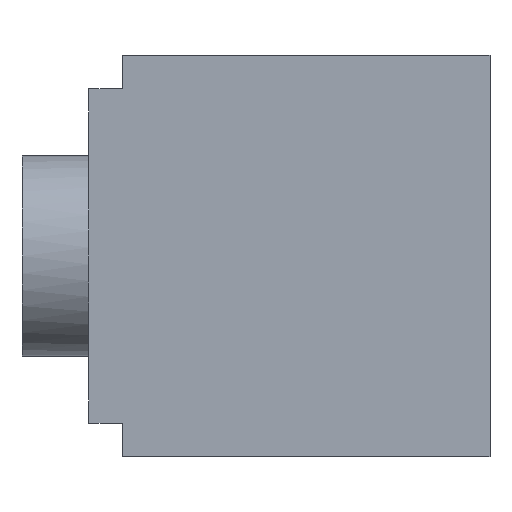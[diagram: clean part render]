
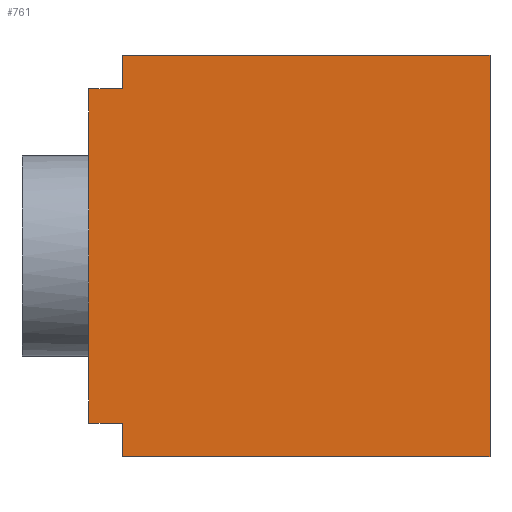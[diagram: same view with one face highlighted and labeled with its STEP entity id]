
A CAD part, left-side view. The second image highlights one B-rep face of the part: STEP entity #761.
In plain terms, the highlighted face is planar.
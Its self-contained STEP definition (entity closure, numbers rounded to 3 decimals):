
#47 = ORIENTED_EDGE ( 'NONE', *, *, #1050, .F. ) ;
#56 = VERTEX_POINT ( 'NONE', #664 ) ;
#61 = CARTESIAN_POINT ( 'NONE',  ( -12., -1.658, 5. ) ) ;
#87 = VECTOR ( 'NONE', #1217, 1000. ) ;
#104 = CARTESIAN_POINT ( 'NONE',  ( -12., 5., 5. ) ) ;
#147 = ORIENTED_EDGE ( 'NONE', *, *, #637, .T. ) ;
#157 = CARTESIAN_POINT ( 'NONE',  ( -11., 6., 5. ) ) ;
#175 = LINE ( 'NONE', #1234, #878 ) ;
#183 = VERTEX_POINT ( 'NONE', #61 ) ;
#191 = DIRECTION ( 'NONE',  ( 0., 1., 0. ) ) ;
#193 = LINE ( 'NONE', #1489, #87 ) ;
#214 = DIRECTION ( 'NONE',  ( 1., 0., 0. ) ) ;
#218 = VERTEX_POINT ( 'NONE', #1093 ) ;
#231 = LINE ( 'NONE', #104, #1130 ) ;
#334 = CARTESIAN_POINT ( 'NONE',  ( -12., -5., 5. ) ) ;
#337 = LINE ( 'NONE', #692, #1426 ) ;
#380 = VECTOR ( 'NONE', #1281, 1000. ) ;
#388 = DIRECTION ( 'NONE',  ( 1., 0., 0. ) ) ;
#407 = DIRECTION ( 'NONE',  ( 0., 0., -1. ) ) ;
#417 = DIRECTION ( 'NONE',  ( 1., 0., 0. ) ) ;
#444 = CARTESIAN_POINT ( 'NONE',  ( -12., 5., 5. ) ) ;
#447 = CARTESIAN_POINT ( 'NONE',  ( -12., -5., 5. ) ) ;
#458 = VERTEX_POINT ( 'NONE', #1029 ) ;
#500 = ORIENTED_EDGE ( 'NONE', *, *, #1571, .F. ) ;
#517 = PLANE ( 'NONE',  #1124 ) ;
#566 = DIRECTION ( 'NONE',  ( 0., 1., 0. ) ) ;
#606 = EDGE_CURVE ( 'NONE', #616, #183, #1119, .T. ) ;
#616 = VERTEX_POINT ( 'NONE', #447 ) ;
#625 = CARTESIAN_POINT ( 'NONE',  ( 0., -6., 5. ) ) ;
#626 = VERTEX_POINT ( 'NONE', #1508 ) ;
#631 = DIRECTION ( 'NONE',  ( 1., 0., 0. ) ) ;
#637 = EDGE_CURVE ( 'NONE', #616, #56, #1519, .T. ) ;
#664 = CARTESIAN_POINT ( 'NONE',  ( -11., -5., 5. ) ) ;
#668 = LINE ( 'NONE', #1208, #838 ) ;
#669 = CARTESIAN_POINT ( 'NONE',  ( -11., 6., 5. ) ) ;
#677 = EDGE_CURVE ( 'NONE', #458, #939, #668, .T. ) ;
#692 = CARTESIAN_POINT ( 'NONE',  ( -12., 5., 5. ) ) ;
#751 = LINE ( 'NONE', #1528, #380 ) ;
#761 = ADVANCED_FACE ( 'NONE', ( #1326 ), #517, .F. ) ;
#838 = VECTOR ( 'NONE', #417, 1000. ) ;
#848 = CARTESIAN_POINT ( 'NONE',  ( -11., 6., 5. ) ) ;
#857 = DIRECTION ( 'NONE',  ( 1., 0., 0. ) ) ;
#869 = ORIENTED_EDGE ( 'NONE', *, *, #606, .F. ) ;
#878 = VECTOR ( 'NONE', #191, 1000. ) ;
#899 = EDGE_CURVE ( 'NONE', #970, #1231, #337, .T. ) ;
#939 = VERTEX_POINT ( 'NONE', #625 ) ;
#940 = ORIENTED_EDGE ( 'NONE', *, *, #677, .T. ) ;
#962 = VERTEX_POINT ( 'NONE', #1014 ) ;
#970 = VERTEX_POINT ( 'NONE', #1712 ) ;
#989 = CARTESIAN_POINT ( 'NONE',  ( -12., 5., 5. ) ) ;
#1014 = CARTESIAN_POINT ( 'NONE',  ( -11., 5., 5. ) ) ;
#1019 = ORIENTED_EDGE ( 'NONE', *, *, #1701, .F. ) ;
#1020 = EDGE_CURVE ( 'NONE', #962, #218, #193, .T. ) ;
#1021 = ORIENTED_EDGE ( 'NONE', *, *, #899, .F. ) ;
#1029 = CARTESIAN_POINT ( 'NONE',  ( -11., -6., 5. ) ) ;
#1050 = EDGE_CURVE ( 'NONE', #218, #626, #1682, .T. ) ;
#1075 = ORIENTED_EDGE ( 'NONE', *, *, #1277, .F. ) ;
#1093 = CARTESIAN_POINT ( 'NONE',  ( -11., 6., 5. ) ) ;
#1097 = DIRECTION ( 'NONE',  ( 0., 1., 0. ) ) ;
#1119 = LINE ( 'NONE', #989, #1272 ) ;
#1124 = AXIS2_PLACEMENT_3D ( 'NONE', #157, #407, #388 ) ;
#1130 = VECTOR ( 'NONE', #631, 1000. ) ;
#1170 = VECTOR ( 'NONE', #857, 1000. ) ;
#1208 = CARTESIAN_POINT ( 'NONE',  ( -11., -6., 5. ) ) ;
#1217 = DIRECTION ( 'NONE',  ( 0., 1., 0. ) ) ;
#1231 = VERTEX_POINT ( 'NONE', #444 ) ;
#1234 = CARTESIAN_POINT ( 'NONE',  ( -12., 5., 5. ) ) ;
#1272 = VECTOR ( 'NONE', #1097, 1000. ) ;
#1277 = EDGE_CURVE ( 'NONE', #183, #970, #175, .T. ) ;
#1281 = DIRECTION ( 'NONE',  ( 0., 1., 0. ) ) ;
#1326 = FACE_OUTER_BOUND ( 'NONE', #1435, .T. ) ;
#1412 = ORIENTED_EDGE ( 'NONE', *, *, #1020, .F. ) ;
#1422 = VECTOR ( 'NONE', #214, 1000. ) ;
#1426 = VECTOR ( 'NONE', #566, 1000. ) ;
#1435 = EDGE_LOOP ( 'NONE', ( #1477, #47, #1412, #500, #1021, #1075, #869, #147, #1019, #940 ) ) ;
#1447 = EDGE_CURVE ( 'NONE', #939, #626, #751, .T. ) ;
#1477 = ORIENTED_EDGE ( 'NONE', *, *, #1447, .T. ) ;
#1489 = CARTESIAN_POINT ( 'NONE',  ( -11., 6., 5. ) ) ;
#1508 = CARTESIAN_POINT ( 'NONE',  ( 0., 6., 5. ) ) ;
#1519 = LINE ( 'NONE', #334, #1422 ) ;
#1528 = CARTESIAN_POINT ( 'NONE',  ( 0., 6., 5. ) ) ;
#1568 = VECTOR ( 'NONE', #1585, 1000. ) ;
#1571 = EDGE_CURVE ( 'NONE', #1231, #962, #231, .T. ) ;
#1585 = DIRECTION ( 'NONE',  ( 0., 1., 0. ) ) ;
#1682 = LINE ( 'NONE', #848, #1170 ) ;
#1701 = EDGE_CURVE ( 'NONE', #458, #56, #1705, .T. ) ;
#1705 = LINE ( 'NONE', #669, #1568 ) ;
#1712 = CARTESIAN_POINT ( 'NONE',  ( -12., 1.658, 5. ) ) ;
